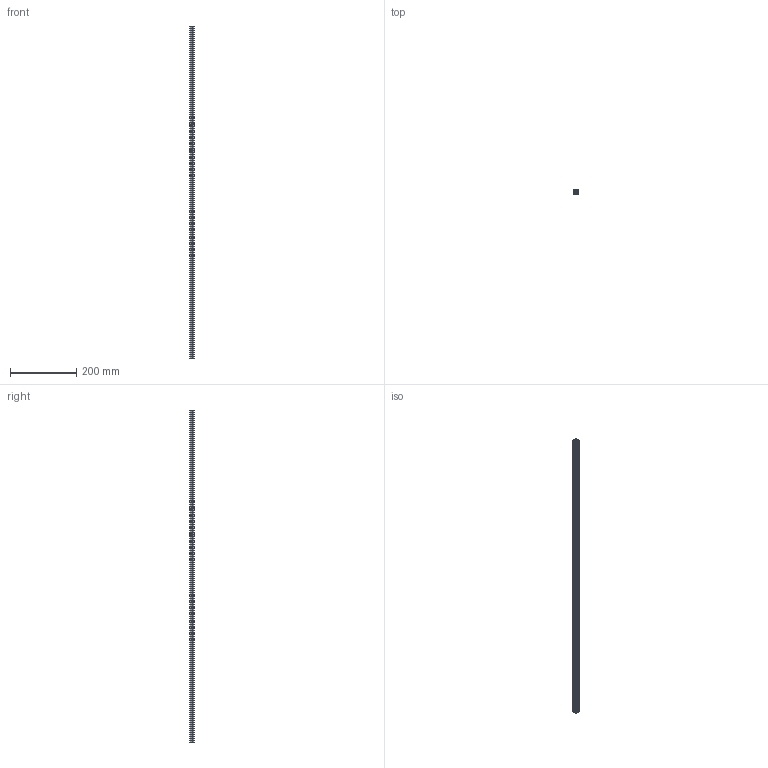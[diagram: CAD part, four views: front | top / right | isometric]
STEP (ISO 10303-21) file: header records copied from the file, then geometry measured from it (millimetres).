
FILE_DESCRIPTION (( 'STEP AP203' ), '1' );
FILE_NAME ('REV-41-1017.STEP', '2014-12-23T16:42:51', ( 'M4600' ), ( 'Windows User' ), 'SwSTEP 2.0', 'SolidWorks 2013', '' );
FILE_SCHEMA (( 'CONFIG_CONTROL_DESIGN' ));
Length unit declared in the file: millimetre
Products named in the file (1): REV-41-1017
Bounding box: 15 x 15 x 1000 mm (x, y, z)
Volume: 90792.3 mm3; surface area: 145522 mm2
Topology: 1 solids, 1 shells, 126 faces, 372 edges, 248 vertices
Faces by surface type: cylinder 72, plane 54
Entity records: 4341 total; most frequent: DIRECTION 770, CARTESIAN_POINT 747, ORIENTED_EDGE 744, EDGE_CURVE 372, AXIS2_PLACEMENT_3D 271, VERTEX_POINT 248, VECTOR 228, LINE 228
